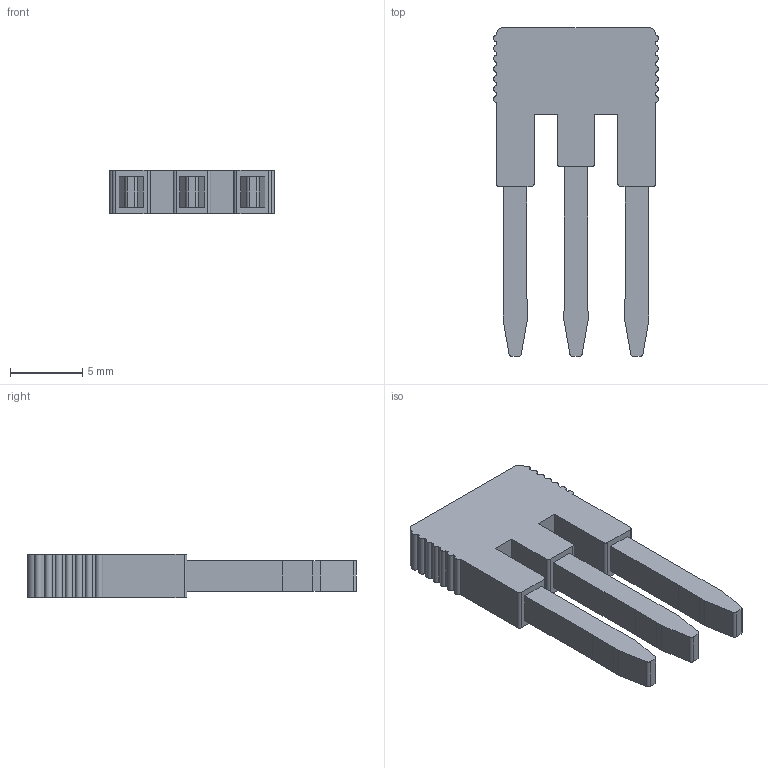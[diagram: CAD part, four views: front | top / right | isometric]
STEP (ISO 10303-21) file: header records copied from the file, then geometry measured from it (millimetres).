
FILE_DESCRIPTION((''),'2;1');
FILE_NAME('UFBS_3-4','2024-03-13T',('Administrator'),(''),'PRO/ENGINEER BY PARAMETRIC TECHNOLOGY CORPORATION, 2013230','PRO/ENGINEER BY PARAMETRIC TECHNOLOGY CORPORATION, 2013230','');
FILE_SCHEMA(('CONFIG_CONTROL_DESIGN'));
Length unit declared in the file: millimetre
Products named in the file (1): UFBS_3-4
Bounding box: 11.39 x 22.7 x 3 mm (x, y, z)
Volume: 423.7 mm3; surface area: 653.1 mm2
Topology: 1 solids, 1 shells, 87 faces, 246 edges, 164 vertices
Faces by surface type: plane 59, cylinder 28
Entity records: 2880 total; most frequent: CARTESIAN_POINT 497, ORIENTED_EDGE 492, DIRECTION 476, EDGE_CURVE 246, VECTOR 190, LINE 190, VERTEX_POINT 164, AXIS2_PLACEMENT_3D 143
